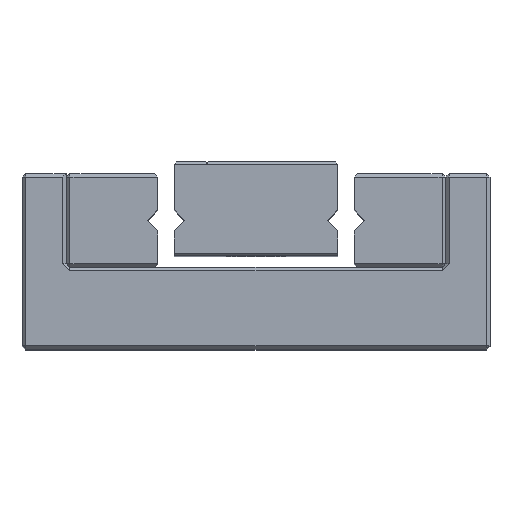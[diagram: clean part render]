
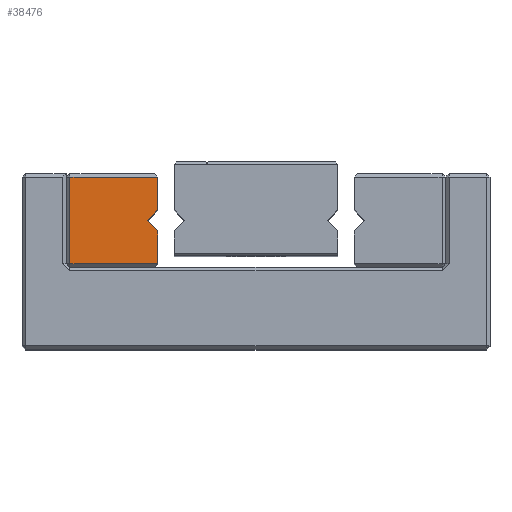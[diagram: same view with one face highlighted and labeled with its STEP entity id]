
A CAD part, top view. The second image highlights one B-rep face of the part: STEP entity #38476.
In plain terms, the highlighted planar face has unit normal (0, 0, 1).
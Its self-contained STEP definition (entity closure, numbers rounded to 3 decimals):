
#38076 = PLANE('',#38077);
#38077 = AXIS2_PLACEMENT_3D('',#38078,#38079,#38080);
#38078 = CARTESIAN_POINT('',(-4.2,7.5,0.));
#38079 = DIRECTION('',(1.,0.,0.));
#38080 = DIRECTION('',(0.,-1.,0.));
#38101 = VERTEX_POINT('',#38102);
#38102 = CARTESIAN_POINT('',(-4.2,7.35,25.));
#38128 = EDGE_CURVE('',#38101,#38129,#38131,.T.);
#38129 = VERTEX_POINT('',#38130);
#38130 = CARTESIAN_POINT('',(-4.2,5.95,25.));
#38131 = SURFACE_CURVE('',#38132,(#38136,#38143),.PCURVE_S1.);
#38132 = LINE('',#38133,#38134);
#38133 = CARTESIAN_POINT('',(-4.2,7.5,25.));
#38134 = VECTOR('',#38135,1.);
#38135 = DIRECTION('',(0.,-1.,0.));
#38136 = PCURVE('',#38076,#38137);
#38137 = DEFINITIONAL_REPRESENTATION('',(#38138),#38142);
#38138 = LINE('',#38139,#38140);
#38139 = CARTESIAN_POINT('',(0.,-25.));
#38140 = VECTOR('',#38141,1.);
#38141 = DIRECTION('',(1.,0.));
#38142 = ( GEOMETRIC_REPRESENTATION_CONTEXT(2) 
PARAMETRIC_REPRESENTATION_CONTEXT() REPRESENTATION_CONTEXT('2D SPACE',''
  ) );
#38143 = PCURVE('',#38144,#38149);
#38144 = PLANE('',#38145);
#38145 = AXIS2_PLACEMENT_3D('',#38146,#38147,#38148);
#38146 = CARTESIAN_POINT('',(-4.2,7.5,25.));
#38147 = DIRECTION('',(0.,0.,1.));
#38148 = DIRECTION('',(1.,0.,0.));
#38149 = DEFINITIONAL_REPRESENTATION('',(#38150),#38154);
#38150 = LINE('',#38151,#38152);
#38151 = CARTESIAN_POINT('',(0.,0.));
#38152 = VECTOR('',#38153,1.);
#38153 = DIRECTION('',(0.,-1.));
#38154 = ( GEOMETRIC_REPRESENTATION_CONTEXT(2) 
PARAMETRIC_REPRESENTATION_CONTEXT() REPRESENTATION_CONTEXT('2D SPACE',''
  ) );
#38170 = PLANE('',#38171);
#38171 = AXIS2_PLACEMENT_3D('',#38172,#38173,#38174);
#38172 = CARTESIAN_POINT('',(-4.2,5.95,0.));
#38173 = DIRECTION('',(0.707,-0.707,0.));
#38174 = DIRECTION('',(-0.707,-0.707,0.));
#38286 = PLANE('',#38287);
#38287 = AXIS2_PLACEMENT_3D('',#38288,#38289,#38290);
#38288 = CARTESIAN_POINT('',(-4.2,5.05,0.));
#38289 = DIRECTION('',(1.,0.,0.));
#38290 = DIRECTION('',(0.,-1.,0.));
#38314 = PLANE('',#38315);
#38315 = AXIS2_PLACEMENT_3D('',#38316,#38317,#38318);
#38316 = CARTESIAN_POINT('',(-4.65,5.5,0.));
#38317 = DIRECTION('',(0.707,0.707,0.));
#38318 = DIRECTION('',(0.707,-0.707,0.));
#38390 = PLANE('',#38391);
#38391 = AXIS2_PLACEMENT_3D('',#38392,#38393,#38394);
#38392 = CARTESIAN_POINT('',(-8.1,7.425,24.925));
#38393 = DIRECTION('',(0.,0.707,0.707));
#38394 = DIRECTION('',(-1.,0.,0.));
#38432 = EDGE_CURVE('',#38129,#38433,#38435,.T.);
#38433 = VERTEX_POINT('',#38434);
#38434 = CARTESIAN_POINT('',(-4.65,5.5,25.));
#38435 = SURFACE_CURVE('',#38436,(#38440,#38447),.PCURVE_S1.);
#38436 = LINE('',#38437,#38438);
#38437 = CARTESIAN_POINT('',(-4.2,5.95,25.));
#38438 = VECTOR('',#38439,1.);
#38439 = DIRECTION('',(-0.707,-0.707,0.));
#38440 = PCURVE('',#38170,#38441);
#38441 = DEFINITIONAL_REPRESENTATION('',(#38442),#38446);
#38442 = LINE('',#38443,#38444);
#38443 = CARTESIAN_POINT('',(0.,-25.));
#38444 = VECTOR('',#38445,1.);
#38445 = DIRECTION('',(1.,0.));
#38446 = ( GEOMETRIC_REPRESENTATION_CONTEXT(2) 
PARAMETRIC_REPRESENTATION_CONTEXT() REPRESENTATION_CONTEXT('2D SPACE',''
  ) );
#38447 = PCURVE('',#38144,#38448);
#38448 = DEFINITIONAL_REPRESENTATION('',(#38449),#38453);
#38449 = LINE('',#38450,#38451);
#38450 = CARTESIAN_POINT('',(0.,-1.55));
#38451 = VECTOR('',#38452,1.);
#38452 = DIRECTION('',(-0.707,-0.707));
#38453 = ( GEOMETRIC_REPRESENTATION_CONTEXT(2) 
PARAMETRIC_REPRESENTATION_CONTEXT() REPRESENTATION_CONTEXT('2D SPACE',''
  ) );
#38476 = ADVANCED_FACE('',(#38477),#38144,.T.);
#38477 = FACE_BOUND('',#38478,.T.);
#38478 = EDGE_LOOP('',(#38479,#38480,#38503,#38531,#38559,#38582,#38603)
  );
#38479 = ORIENTED_EDGE('',*,*,#38128,.F.);
#38480 = ORIENTED_EDGE('',*,*,#38481,.F.);
#38481 = EDGE_CURVE('',#38482,#38101,#38484,.T.);
#38482 = VERTEX_POINT('',#38483);
#38483 = CARTESIAN_POINT('',(-7.95,7.35,25.));
#38484 = SURFACE_CURVE('',#38485,(#38489,#38496),.PCURVE_S1.);
#38485 = LINE('',#38486,#38487);
#38486 = CARTESIAN_POINT('',(-8.1,7.35,25.));
#38487 = VECTOR('',#38488,1.);
#38488 = DIRECTION('',(1.,0.,0.));
#38489 = PCURVE('',#38144,#38490);
#38490 = DEFINITIONAL_REPRESENTATION('',(#38491),#38495);
#38491 = LINE('',#38492,#38493);
#38492 = CARTESIAN_POINT('',(-3.9,-0.15));
#38493 = VECTOR('',#38494,1.);
#38494 = DIRECTION('',(1.,0.));
#38495 = ( GEOMETRIC_REPRESENTATION_CONTEXT(2) 
PARAMETRIC_REPRESENTATION_CONTEXT() REPRESENTATION_CONTEXT('2D SPACE',''
  ) );
#38496 = PCURVE('',#38390,#38497);
#38497 = DEFINITIONAL_REPRESENTATION('',(#38498),#38502);
#38498 = LINE('',#38499,#38500);
#38499 = CARTESIAN_POINT('',(0.,0.106));
#38500 = VECTOR('',#38501,1.);
#38501 = DIRECTION('',(-1.,0.));
#38502 = ( GEOMETRIC_REPRESENTATION_CONTEXT(2) 
PARAMETRIC_REPRESENTATION_CONTEXT() REPRESENTATION_CONTEXT('2D SPACE',''
  ) );
#38503 = ORIENTED_EDGE('',*,*,#38504,.F.);
#38504 = EDGE_CURVE('',#38505,#38482,#38507,.T.);
#38505 = VERTEX_POINT('',#38506);
#38506 = CARTESIAN_POINT('',(-7.95,3.65,25.));
#38507 = SURFACE_CURVE('',#38508,(#38512,#38519),.PCURVE_S1.);
#38508 = LINE('',#38509,#38510);
#38509 = CARTESIAN_POINT('',(-7.95,3.5,25.));
#38510 = VECTOR('',#38511,1.);
#38511 = DIRECTION('',(0.,1.,0.));
#38512 = PCURVE('',#38144,#38513);
#38513 = DEFINITIONAL_REPRESENTATION('',(#38514),#38518);
#38514 = LINE('',#38515,#38516);
#38515 = CARTESIAN_POINT('',(-3.75,-4.));
#38516 = VECTOR('',#38517,1.);
#38517 = DIRECTION('',(0.,1.));
#38518 = ( GEOMETRIC_REPRESENTATION_CONTEXT(2) 
PARAMETRIC_REPRESENTATION_CONTEXT() REPRESENTATION_CONTEXT('2D SPACE',''
  ) );
#38519 = PCURVE('',#38520,#38525);
#38520 = PLANE('',#38521);
#38521 = AXIS2_PLACEMENT_3D('',#38522,#38523,#38524);
#38522 = CARTESIAN_POINT('',(-8.025,3.5,24.925));
#38523 = DIRECTION('',(-0.707,0.,0.707));
#38524 = DIRECTION('',(0.,-1.,0.));
#38525 = DEFINITIONAL_REPRESENTATION('',(#38526),#38530);
#38526 = LINE('',#38527,#38528);
#38527 = CARTESIAN_POINT('',(0.,0.106));
#38528 = VECTOR('',#38529,1.);
#38529 = DIRECTION('',(-1.,0.));
#38530 = ( GEOMETRIC_REPRESENTATION_CONTEXT(2) 
PARAMETRIC_REPRESENTATION_CONTEXT() REPRESENTATION_CONTEXT('2D SPACE',''
  ) );
#38531 = ORIENTED_EDGE('',*,*,#38532,.F.);
#38532 = EDGE_CURVE('',#38533,#38505,#38535,.T.);
#38533 = VERTEX_POINT('',#38534);
#38534 = CARTESIAN_POINT('',(-4.2,3.65,25.));
#38535 = SURFACE_CURVE('',#38536,(#38540,#38547),.PCURVE_S1.);
#38536 = LINE('',#38537,#38538);
#38537 = CARTESIAN_POINT('',(-4.2,3.65,25.));
#38538 = VECTOR('',#38539,1.);
#38539 = DIRECTION('',(-1.,0.,0.));
#38540 = PCURVE('',#38144,#38541);
#38541 = DEFINITIONAL_REPRESENTATION('',(#38542),#38546);
#38542 = LINE('',#38543,#38544);
#38543 = CARTESIAN_POINT('',(0.,-3.85));
#38544 = VECTOR('',#38545,1.);
#38545 = DIRECTION('',(-1.,0.));
#38546 = ( GEOMETRIC_REPRESENTATION_CONTEXT(2) 
PARAMETRIC_REPRESENTATION_CONTEXT() REPRESENTATION_CONTEXT('2D SPACE',''
  ) );
#38547 = PCURVE('',#38548,#38553);
#38548 = PLANE('',#38549);
#38549 = AXIS2_PLACEMENT_3D('',#38550,#38551,#38552);
#38550 = CARTESIAN_POINT('',(-4.2,3.575,24.925));
#38551 = DIRECTION('',(0.,-0.707,0.707));
#38552 = DIRECTION('',(1.,0.,0.));
#38553 = DEFINITIONAL_REPRESENTATION('',(#38554),#38558);
#38554 = LINE('',#38555,#38556);
#38555 = CARTESIAN_POINT('',(0.,0.106));
#38556 = VECTOR('',#38557,1.);
#38557 = DIRECTION('',(-1.,0.));
#38558 = ( GEOMETRIC_REPRESENTATION_CONTEXT(2) 
PARAMETRIC_REPRESENTATION_CONTEXT() REPRESENTATION_CONTEXT('2D SPACE',''
  ) );
#38559 = ORIENTED_EDGE('',*,*,#38560,.F.);
#38560 = EDGE_CURVE('',#38561,#38533,#38563,.T.);
#38561 = VERTEX_POINT('',#38562);
#38562 = CARTESIAN_POINT('',(-4.2,5.05,25.));
#38563 = SURFACE_CURVE('',#38564,(#38568,#38575),.PCURVE_S1.);
#38564 = LINE('',#38565,#38566);
#38565 = CARTESIAN_POINT('',(-4.2,5.05,25.));
#38566 = VECTOR('',#38567,1.);
#38567 = DIRECTION('',(0.,-1.,0.));
#38568 = PCURVE('',#38144,#38569);
#38569 = DEFINITIONAL_REPRESENTATION('',(#38570),#38574);
#38570 = LINE('',#38571,#38572);
#38571 = CARTESIAN_POINT('',(0.,-2.45));
#38572 = VECTOR('',#38573,1.);
#38573 = DIRECTION('',(0.,-1.));
#38574 = ( GEOMETRIC_REPRESENTATION_CONTEXT(2) 
PARAMETRIC_REPRESENTATION_CONTEXT() REPRESENTATION_CONTEXT('2D SPACE',''
  ) );
#38575 = PCURVE('',#38286,#38576);
#38576 = DEFINITIONAL_REPRESENTATION('',(#38577),#38581);
#38577 = LINE('',#38578,#38579);
#38578 = CARTESIAN_POINT('',(0.,-25.));
#38579 = VECTOR('',#38580,1.);
#38580 = DIRECTION('',(1.,0.));
#38581 = ( GEOMETRIC_REPRESENTATION_CONTEXT(2) 
PARAMETRIC_REPRESENTATION_CONTEXT() REPRESENTATION_CONTEXT('2D SPACE',''
  ) );
#38582 = ORIENTED_EDGE('',*,*,#38583,.F.);
#38583 = EDGE_CURVE('',#38433,#38561,#38584,.T.);
#38584 = SURFACE_CURVE('',#38585,(#38589,#38596),.PCURVE_S1.);
#38585 = LINE('',#38586,#38587);
#38586 = CARTESIAN_POINT('',(-4.65,5.5,25.));
#38587 = VECTOR('',#38588,1.);
#38588 = DIRECTION('',(0.707,-0.707,0.));
#38589 = PCURVE('',#38144,#38590);
#38590 = DEFINITIONAL_REPRESENTATION('',(#38591),#38595);
#38591 = LINE('',#38592,#38593);
#38592 = CARTESIAN_POINT('',(-0.45,-2.));
#38593 = VECTOR('',#38594,1.);
#38594 = DIRECTION('',(0.707,-0.707));
#38595 = ( GEOMETRIC_REPRESENTATION_CONTEXT(2) 
PARAMETRIC_REPRESENTATION_CONTEXT() REPRESENTATION_CONTEXT('2D SPACE',''
  ) );
#38596 = PCURVE('',#38314,#38597);
#38597 = DEFINITIONAL_REPRESENTATION('',(#38598),#38602);
#38598 = LINE('',#38599,#38600);
#38599 = CARTESIAN_POINT('',(0.,-25.));
#38600 = VECTOR('',#38601,1.);
#38601 = DIRECTION('',(1.,0.));
#38602 = ( GEOMETRIC_REPRESENTATION_CONTEXT(2) 
PARAMETRIC_REPRESENTATION_CONTEXT() REPRESENTATION_CONTEXT('2D SPACE',''
  ) );
#38603 = ORIENTED_EDGE('',*,*,#38432,.F.);
